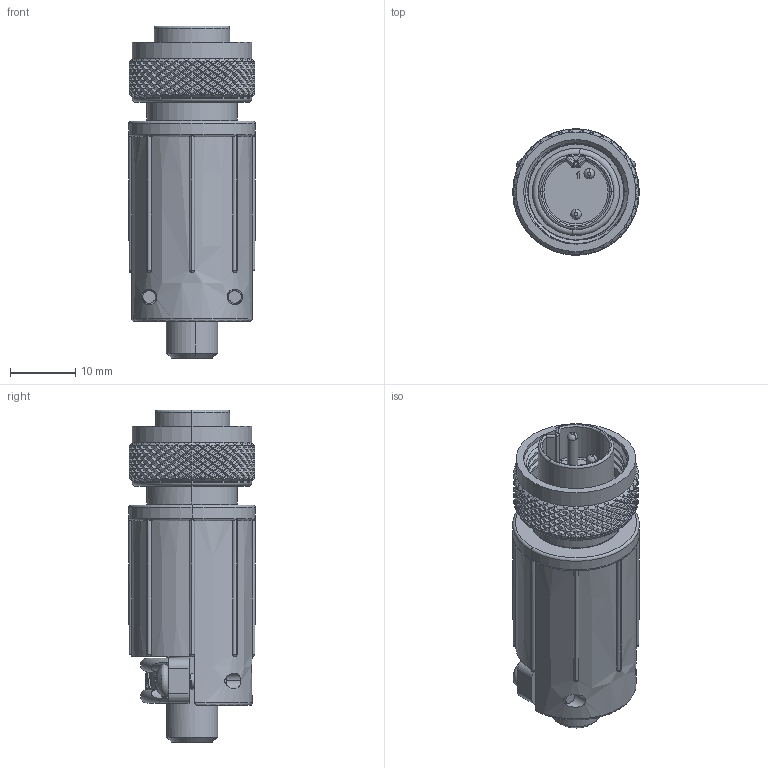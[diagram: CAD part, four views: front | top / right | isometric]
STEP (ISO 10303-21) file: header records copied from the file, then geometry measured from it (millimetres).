
FILE_DESCRIPTION (( 'STEP AP203' ), '1' );
FILE_NAME ('SF6382-2PG-520.STEP', '2021-06-25T21:16:31', ( '' ), ( '' ), 'SwSTEP 2.0', 'SolidWorks 2020', '' );
FILE_SCHEMA (( 'CONFIG_CONTROL_DESIGN' ));
Products named in the file (1): SF6382-2PG-520
Bounding box: 19.38 x 19.38 x 50.8 mm (x, y, z)
Volume: 9992.5 mm3; surface area: 5865.8 mm2
Topology: 2 solids, 2 shells, 2292 faces, 4952 edges, 2652 vertices
Faces by surface type: bspline 1617, cylinder 465, plane 118, torus 40, cone 29, sphere 23
Entity records: 101503 total; most frequent: CARTESIAN_POINT 70582, ORIENTED_EDGE 9816, EDGE_CURVE 4908, VERTEX_POINT 2636, DIRECTION 2453, EDGE_LOOP 2318, ADVANCED_FACE 2292, FACE_OUTER_BOUND 2292
